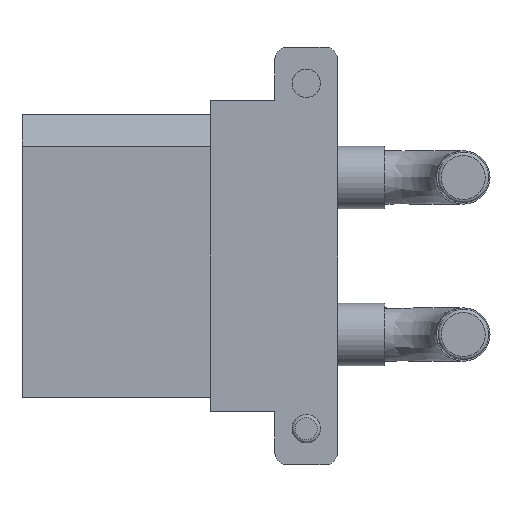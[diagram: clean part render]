
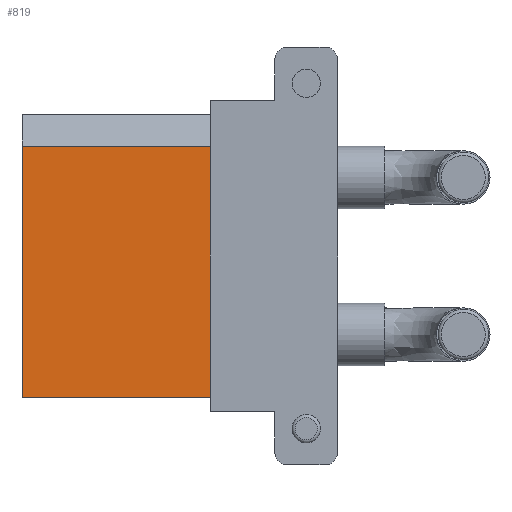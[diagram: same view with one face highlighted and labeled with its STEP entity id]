
A CAD part, front view. The second image highlights one B-rep face of the part: STEP entity #819.
In plain terms, the highlighted planar face has unit normal (0, -1, 0).
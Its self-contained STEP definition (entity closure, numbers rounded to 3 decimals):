
#40=PLANE('',#907);
#113=FACE_OUTER_BOUND('',#165,.T.);
#165=EDGE_LOOP('',(#649,#650,#651,#652));
#214=LINE('',#1436,#278);
#215=LINE('',#1439,#279);
#216=LINE('',#1441,#280);
#217=LINE('',#1442,#281);
#278=VECTOR('',#1063,10.);
#279=VECTOR('',#1066,10.);
#280=VECTOR('',#1067,10.);
#281=VECTOR('',#1068,10.);
#408=VERTEX_POINT('',#1432);
#409=VERTEX_POINT('',#1434);
#410=VERTEX_POINT('',#1438);
#411=VERTEX_POINT('',#1440);
#499=EDGE_CURVE('',#408,#409,#214,.T.);
#500=EDGE_CURVE('',#408,#410,#215,.T.);
#501=EDGE_CURVE('',#411,#409,#216,.T.);
#502=EDGE_CURVE('',#410,#411,#217,.T.);
#649=ORIENTED_EDGE('',*,*,#500,.F.);
#650=ORIENTED_EDGE('',*,*,#499,.T.);
#651=ORIENTED_EDGE('',*,*,#501,.F.);
#652=ORIENTED_EDGE('',*,*,#502,.F.);
#819=ADVANCED_FACE('',(#113),#40,.T.);
#907=AXIS2_PLACEMENT_3D('',#1437,#1064,#1065);
#1063=DIRECTION('',(-1.,0.,0.));
#1064=DIRECTION('center_axis',(0.,-1.,0.));
#1065=DIRECTION('ref_axis',(0.,0.,1.));
#1066=DIRECTION('',(0.,0.,-1.));
#1067=DIRECTION('',(0.,0.,1.));
#1068=DIRECTION('',(-1.,0.,0.));
#1432=CARTESIAN_POINT('',(-3.05,0.5,3.5));
#1434=CARTESIAN_POINT('',(-9.05,0.5,3.5));
#1436=CARTESIAN_POINT('',(-3.05,0.5,3.5));
#1437=CARTESIAN_POINT('Origin',(-3.05,0.5,-4.5));
#1438=CARTESIAN_POINT('',(-3.05,0.5,-4.5));
#1439=CARTESIAN_POINT('',(-3.05,0.5,-4.725));
#1440=CARTESIAN_POINT('',(-9.05,0.5,-4.5));
#1441=CARTESIAN_POINT('',(-9.05,0.5,3.5));
#1442=CARTESIAN_POINT('',(-3.05,0.5,-4.5));
